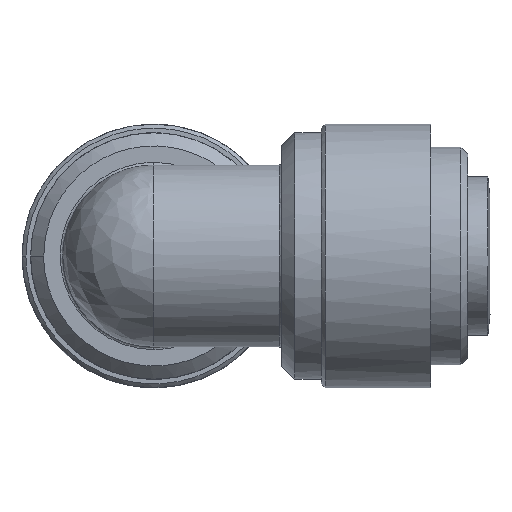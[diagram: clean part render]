
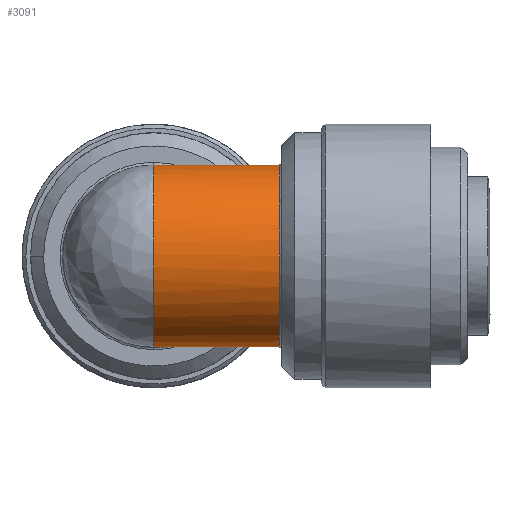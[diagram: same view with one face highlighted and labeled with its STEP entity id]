
A CAD part, left-side view. The second image highlights one B-rep face of the part: STEP entity #3091.
In plain terms, the highlighted cylindrical face has radius 6.9 mm (diameter 13.8 mm), a partial arc.
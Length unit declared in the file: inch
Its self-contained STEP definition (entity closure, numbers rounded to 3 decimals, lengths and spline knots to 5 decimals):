
#28 = EDGE_CURVE ( 'NONE', #2367, #2503, #1880, .T. ) ;
#123 = EDGE_CURVE ( 'NONE', #2312, #3305, #801, .T. ) ;
#448 = FACE_OUTER_BOUND ( 'NONE', #4438, .T. ) ;
#580 =( BOUNDED_CURVE ( )  B_SPLINE_CURVE ( 3, ( #704, #2325, #5167, #2744 ),
 .UNSPECIFIED., .F., .F. ) 
 B_SPLINE_CURVE_WITH_KNOTS ( ( 4, 4 ),
 ( 0., 0.75 ),
 .UNSPECIFIED. ) 
 CURVE ( )  GEOMETRIC_REPRESENTATION_ITEM ( )  RATIONAL_B_SPLINE_CURVE ( ( 1., 0.588, 0.588, 1. ) ) 
 REPRESENTATION_ITEM ( '' )  );
#594 = CARTESIAN_POINT ( 'NONE',  ( 0., 1.00394, 0.27165 ) ) ;
#704 = CARTESIAN_POINT ( 'NONE',  ( 0., 1.00394, -0.27165 ) ) ;
#749 = CARTESIAN_POINT ( 'NONE',  ( 0., 0.62992, 0. ) ) ;
#801 = CIRCLE ( 'NONE', #1078, 0.27165 ) ;
#823 = CARTESIAN_POINT ( 'NONE',  ( -0.19209, 1.00394, 0.19209 ) ) ;
#854 = CARTESIAN_POINT ( 'NONE',  ( 0., 0.62992, 0.27165 ) ) ;
#940 = DIRECTION ( 'NONE',  ( 0., 1., 0. ) ) ;
#950 = VECTOR ( 'NONE', #1176, 39.37008 ) ;
#1078 = AXIS2_PLACEMENT_3D ( 'NONE', #749, #3584, #1151 ) ;
#1108 = DIRECTION ( 'NONE',  ( 0., 0., 1. ) ) ;
#1151 = DIRECTION ( 'NONE',  ( 0., 0., 1. ) ) ;
#1176 = DIRECTION ( 'NONE',  ( 0., 1., 0. ) ) ;
#1208 = ORIENTED_EDGE ( 'NONE', *, *, #2078, .F. ) ;
#1343 = AXIS2_PLACEMENT_3D ( 'NONE', #3366, #940, #2178 ) ;
#1880 = CIRCLE ( 'NONE', #1343, 0.27165 ) ;
#2034 = LINE ( 'NONE', #2790, #950 ) ;
#2047 = CARTESIAN_POINT ( 'NONE',  ( 0., 0.62992, -0.27165 ) ) ;
#2078 = EDGE_CURVE ( 'NONE', #3641, #2367, #580, .T. ) ;
#2133 = ORIENTED_EDGE ( 'NONE', *, *, #4474, .T. ) ;
#2168 = LINE ( 'NONE', #2757, #5259 ) ;
#2178 = DIRECTION ( 'NONE',  ( -0.707, 0., 0.707 ) ) ;
#2312 = VERTEX_POINT ( 'NONE', #2047 ) ;
#2325 = CARTESIAN_POINT ( 'NONE',  ( -0.28433, 1.00394, -0.27165 ) ) ;
#2367 = VERTEX_POINT ( 'NONE', #823 ) ;
#2476 = ORIENTED_EDGE ( 'NONE', *, *, #28, .F. ) ;
#2503 = VERTEX_POINT ( 'NONE', #594 ) ;
#2732 = CARTESIAN_POINT ( 'NONE',  ( 0., 1.00394, -0.27165 ) ) ;
#2744 = CARTESIAN_POINT ( 'NONE',  ( -0.19209, 1.00394, 0.19209 ) ) ;
#2757 = CARTESIAN_POINT ( 'NONE',  ( 0., 0.81693, -0.27165 ) ) ;
#2790 = CARTESIAN_POINT ( 'NONE',  ( 0., 0.81693, 0.27165 ) ) ;
#3091 = ADVANCED_FACE ( 'NONE', ( #448 ), #3561, .T. ) ;
#3305 = VERTEX_POINT ( 'NONE', #854 ) ;
#3366 = CARTESIAN_POINT ( 'NONE',  ( 0., 1.00394, 0. ) ) ;
#3538 = DIRECTION ( 'NONE',  ( 0., 1., 0. ) ) ;
#3561 = CYLINDRICAL_SURFACE ( 'NONE', #3933, 0.27165 ) ;
#3584 = DIRECTION ( 'NONE',  ( 0., 1., 0. ) ) ;
#3641 = VERTEX_POINT ( 'NONE', #2732 ) ;
#3880 = ORIENTED_EDGE ( 'NONE', *, *, #4300, .F. ) ;
#3932 = CARTESIAN_POINT ( 'NONE',  ( 0., 0.81693, 0. ) ) ;
#3933 = AXIS2_PLACEMENT_3D ( 'NONE', #3932, #3538, #1108 ) ;
#4300 = EDGE_CURVE ( 'NONE', #2312, #3641, #2168, .T. ) ;
#4332 = ORIENTED_EDGE ( 'NONE', *, *, #123, .T. ) ;
#4375 = DIRECTION ( 'NONE',  ( 0., 1., 0. ) ) ;
#4438 = EDGE_LOOP ( 'NONE', ( #3880, #4332, #2133, #2476, #1208 ) ) ;
#4474 = EDGE_CURVE ( 'NONE', #3305, #2503, #2034, .T. ) ;
#5167 = CARTESIAN_POINT ( 'NONE',  ( -0.39314, 1.00394, -0.00897 ) ) ;
#5259 = VECTOR ( 'NONE', #4375, 39.37008 ) ;
